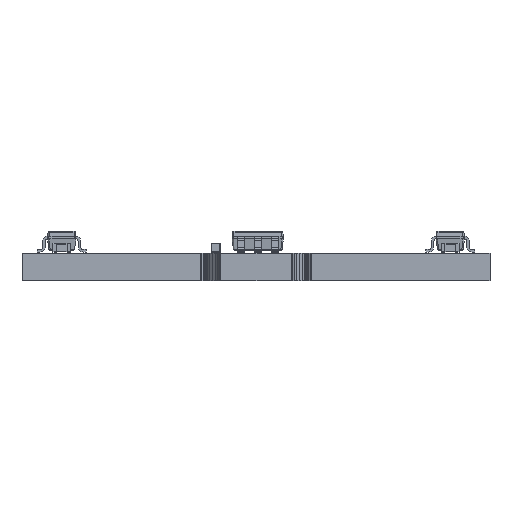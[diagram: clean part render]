
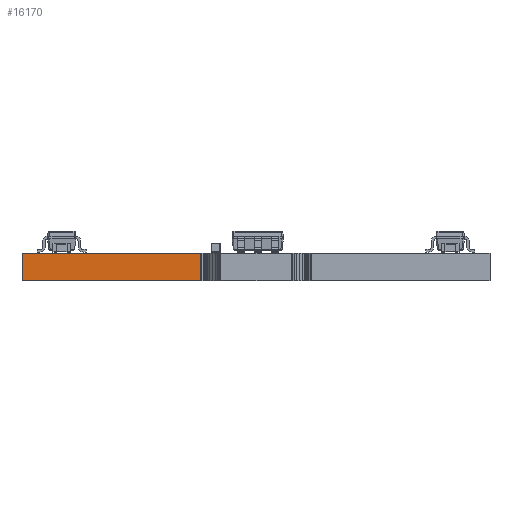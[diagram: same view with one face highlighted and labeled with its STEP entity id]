
A CAD part, left-side view. The second image highlights one B-rep face of the part: STEP entity #16170.
In plain terms, the highlighted planar face has unit normal (-1, 0, 0).
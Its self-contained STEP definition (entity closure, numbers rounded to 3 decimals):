
#11742 = PLANE('',#11743);
#11743 = AXIS2_PLACEMENT_3D('',#11744,#11745,#11746);
#11744 = CARTESIAN_POINT('',(160.207,-121.114,1.58));
#11745 = DIRECTION('',(-0.,-0.,-1.));
#11746 = DIRECTION('',(-1.,0.,0.));
#11796 = PLANE('',#11797);
#11797 = AXIS2_PLACEMENT_3D('',#11798,#11799,#11800);
#11798 = CARTESIAN_POINT('',(160.207,-121.114,0.));
#11799 = DIRECTION('',(-0.,-0.,-1.));
#11800 = DIRECTION('',(-1.,0.,0.));
#11829 = PLANE('',#11830);
#11830 = AXIS2_PLACEMENT_3D('',#11831,#11832,#11833);
#11831 = CARTESIAN_POINT('',(256.93,-107.864,0.));
#11832 = DIRECTION('',(0.,1.,0.));
#11833 = DIRECTION('',(1.,0.,0.));
#14089 = VERTEX_POINT('',#14090);
#14090 = CARTESIAN_POINT('',(256.93,-117.964,0.));
#14104 = PLANE('',#14105);
#14105 = AXIS2_PLACEMENT_3D('',#14106,#14107,#14108);
#14106 = CARTESIAN_POINT('',(257.025,-117.983,0.));
#14107 = DIRECTION('',(-0.196,-0.981,0.));
#14108 = DIRECTION('',(-0.981,0.196,0.));
#14116 = EDGE_CURVE('',#14089,#14117,#14119,.T.);
#14117 = VERTEX_POINT('',#14118);
#14118 = CARTESIAN_POINT('',(256.93,-107.864,0.));
#14119 = SURFACE_CURVE('',#14120,(#14124,#14131),.PCURVE_S1.);
#14120 = LINE('',#14121,#14122);
#14121 = CARTESIAN_POINT('',(256.93,-117.964,0.));
#14122 = VECTOR('',#14123,1.);
#14123 = DIRECTION('',(0.,1.,0.));
#14124 = PCURVE('',#11796,#14125);
#14125 = DEFINITIONAL_REPRESENTATION('',(#14126),#14130);
#14126 = LINE('',#14127,#14128);
#14127 = CARTESIAN_POINT('',(-96.723,3.15));
#14128 = VECTOR('',#14129,1.);
#14129 = DIRECTION('',(0.,1.));
#14130 = ( GEOMETRIC_REPRESENTATION_CONTEXT(2) 
PARAMETRIC_REPRESENTATION_CONTEXT() REPRESENTATION_CONTEXT('2D SPACE',''
  ) );
#14131 = PCURVE('',#14132,#14137);
#14132 = PLANE('',#14133);
#14133 = AXIS2_PLACEMENT_3D('',#14134,#14135,#14136);
#14134 = CARTESIAN_POINT('',(256.93,-117.964,0.));
#14135 = DIRECTION('',(-1.,0.,0.));
#14136 = DIRECTION('',(0.,1.,0.));
#14137 = DEFINITIONAL_REPRESENTATION('',(#14138),#14142);
#14138 = LINE('',#14139,#14140);
#14139 = CARTESIAN_POINT('',(0.,0.));
#14140 = VECTOR('',#14141,1.);
#14141 = DIRECTION('',(1.,0.));
#14142 = ( GEOMETRIC_REPRESENTATION_CONTEXT(2) 
PARAMETRIC_REPRESENTATION_CONTEXT() REPRESENTATION_CONTEXT('2D SPACE',''
  ) );
#15990 = VERTEX_POINT('',#15991);
#15991 = CARTESIAN_POINT('',(256.93,-117.964,1.58));
#16012 = EDGE_CURVE('',#15990,#16013,#16015,.T.);
#16013 = VERTEX_POINT('',#16014);
#16014 = CARTESIAN_POINT('',(256.93,-107.864,1.58));
#16015 = SURFACE_CURVE('',#16016,(#16020,#16027),.PCURVE_S1.);
#16016 = LINE('',#16017,#16018);
#16017 = CARTESIAN_POINT('',(256.93,-117.964,1.58));
#16018 = VECTOR('',#16019,1.);
#16019 = DIRECTION('',(0.,1.,0.));
#16020 = PCURVE('',#11742,#16021);
#16021 = DEFINITIONAL_REPRESENTATION('',(#16022),#16026);
#16022 = LINE('',#16023,#16024);
#16023 = CARTESIAN_POINT('',(-96.723,3.15));
#16024 = VECTOR('',#16025,1.);
#16025 = DIRECTION('',(0.,1.));
#16026 = ( GEOMETRIC_REPRESENTATION_CONTEXT(2) 
PARAMETRIC_REPRESENTATION_CONTEXT() REPRESENTATION_CONTEXT('2D SPACE',''
  ) );
#16027 = PCURVE('',#14132,#16028);
#16028 = DEFINITIONAL_REPRESENTATION('',(#16029),#16033);
#16029 = LINE('',#16030,#16031);
#16030 = CARTESIAN_POINT('',(0.,-1.58));
#16031 = VECTOR('',#16032,1.);
#16032 = DIRECTION('',(1.,0.));
#16033 = ( GEOMETRIC_REPRESENTATION_CONTEXT(2) 
PARAMETRIC_REPRESENTATION_CONTEXT() REPRESENTATION_CONTEXT('2D SPACE',''
  ) );
#16120 = EDGE_CURVE('',#14117,#16013,#16121,.T.);
#16121 = SURFACE_CURVE('',#16122,(#16126,#16133),.PCURVE_S1.);
#16122 = LINE('',#16123,#16124);
#16123 = CARTESIAN_POINT('',(256.93,-107.864,0.));
#16124 = VECTOR('',#16125,1.);
#16125 = DIRECTION('',(0.,0.,1.));
#16126 = PCURVE('',#11829,#16127);
#16127 = DEFINITIONAL_REPRESENTATION('',(#16128),#16132);
#16128 = LINE('',#16129,#16130);
#16129 = CARTESIAN_POINT('',(0.,0.));
#16130 = VECTOR('',#16131,1.);
#16131 = DIRECTION('',(0.,-1.));
#16132 = ( GEOMETRIC_REPRESENTATION_CONTEXT(2) 
PARAMETRIC_REPRESENTATION_CONTEXT() REPRESENTATION_CONTEXT('2D SPACE',''
  ) );
#16133 = PCURVE('',#14132,#16134);
#16134 = DEFINITIONAL_REPRESENTATION('',(#16135),#16139);
#16135 = LINE('',#16136,#16137);
#16136 = CARTESIAN_POINT('',(10.1,0.));
#16137 = VECTOR('',#16138,1.);
#16138 = DIRECTION('',(0.,-1.));
#16139 = ( GEOMETRIC_REPRESENTATION_CONTEXT(2) 
PARAMETRIC_REPRESENTATION_CONTEXT() REPRESENTATION_CONTEXT('2D SPACE',''
  ) );
#16170 = ADVANCED_FACE('',(#16171),#14132,.T.);
#16171 = FACE_BOUND('',#16172,.T.);
#16172 = EDGE_LOOP('',(#16173,#16194,#16195,#16196));
#16173 = ORIENTED_EDGE('',*,*,#16174,.T.);
#16174 = EDGE_CURVE('',#14089,#15990,#16175,.T.);
#16175 = SURFACE_CURVE('',#16176,(#16180,#16187),.PCURVE_S1.);
#16176 = LINE('',#16177,#16178);
#16177 = CARTESIAN_POINT('',(256.93,-117.964,0.));
#16178 = VECTOR('',#16179,1.);
#16179 = DIRECTION('',(0.,0.,1.));
#16180 = PCURVE('',#14132,#16181);
#16181 = DEFINITIONAL_REPRESENTATION('',(#16182),#16186);
#16182 = LINE('',#16183,#16184);
#16183 = CARTESIAN_POINT('',(0.,0.));
#16184 = VECTOR('',#16185,1.);
#16185 = DIRECTION('',(0.,-1.));
#16186 = ( GEOMETRIC_REPRESENTATION_CONTEXT(2) 
PARAMETRIC_REPRESENTATION_CONTEXT() REPRESENTATION_CONTEXT('2D SPACE',''
  ) );
#16187 = PCURVE('',#14104,#16188);
#16188 = DEFINITIONAL_REPRESENTATION('',(#16189),#16193);
#16189 = LINE('',#16190,#16191);
#16190 = CARTESIAN_POINT('',(0.098,0.));
#16191 = VECTOR('',#16192,1.);
#16192 = DIRECTION('',(0.,-1.));
#16193 = ( GEOMETRIC_REPRESENTATION_CONTEXT(2) 
PARAMETRIC_REPRESENTATION_CONTEXT() REPRESENTATION_CONTEXT('2D SPACE',''
  ) );
#16194 = ORIENTED_EDGE('',*,*,#16012,.T.);
#16195 = ORIENTED_EDGE('',*,*,#16120,.F.);
#16196 = ORIENTED_EDGE('',*,*,#14116,.F.);
